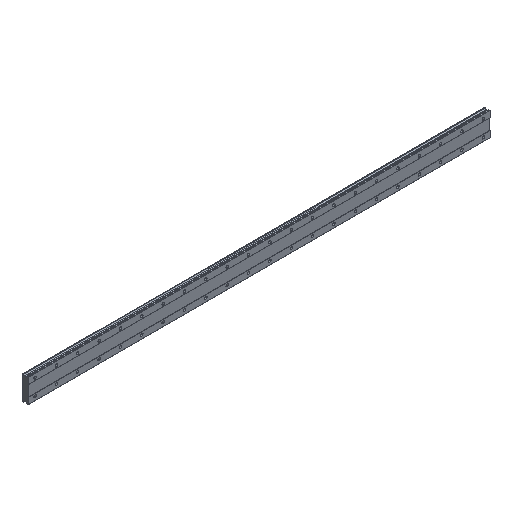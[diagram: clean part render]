
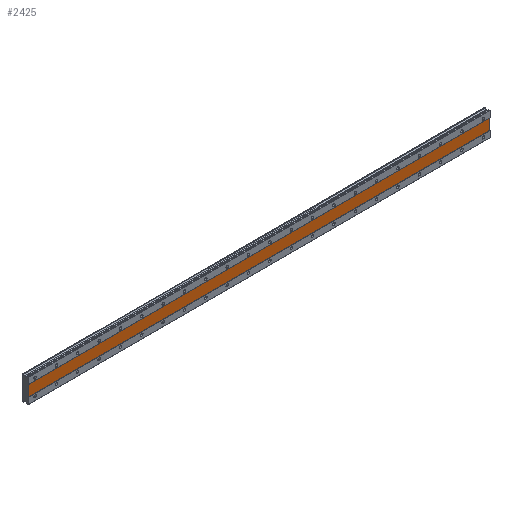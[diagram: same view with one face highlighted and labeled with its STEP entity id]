
A CAD part, isometric view. The second image highlights one B-rep face of the part: STEP entity #2425.
In plain terms, the highlighted planar face has unit normal (0, -1, 0).
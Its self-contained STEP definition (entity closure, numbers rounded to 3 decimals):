
#549 = DIRECTION ( 'NONE',  ( 0., 0., 1. ) ) ;
#726 = CARTESIAN_POINT ( 'NONE',  ( -25., 1., 20. ) ) ;
#1146 = CARTESIAN_POINT ( 'NONE',  ( 1705., 1., 20. ) ) ;
#1357 = AXIS2_PLACEMENT_3D ( 'NONE', #1146, #1748, #549 ) ;
#1369 = DIRECTION ( 'NONE',  ( 0., 0., 1. ) ) ;
#1396 = ORIENTED_EDGE ( 'NONE', *, *, #6790, .F. ) ;
#1470 = DIRECTION ( 'NONE',  ( 0., 0., -1. ) ) ;
#1521 = LINE ( 'NONE', #4588, #5772 ) ;
#1748 = DIRECTION ( 'NONE',  ( 0., 1., 0. ) ) ;
#2336 = EDGE_CURVE ( 'NONE', #7085, #6802, #5728, .T. ) ;
#2425 = ADVANCED_FACE ( 'NONE', ( #3578 ), #6032, .F. ) ;
#2455 = ORIENTED_EDGE ( 'NONE', *, *, #2336, .F. ) ;
#2674 = CARTESIAN_POINT ( 'NONE',  ( 1705., 1., 20. ) ) ;
#3229 = DIRECTION ( 'NONE',  ( 1., 0., 0. ) ) ;
#3578 = FACE_OUTER_BOUND ( 'NONE', #4587, .T. ) ;
#4009 = VERTEX_POINT ( 'NONE', #726 ) ;
#4370 = CARTESIAN_POINT ( 'NONE',  ( 1705., 1., 20. ) ) ;
#4537 = ORIENTED_EDGE ( 'NONE', *, *, #6567, .F. ) ;
#4587 = EDGE_LOOP ( 'NONE', ( #6264, #2455, #1396, #4537 ) ) ;
#4588 = CARTESIAN_POINT ( 'NONE',  ( -25., 1., 20. ) ) ;
#4721 = DIRECTION ( 'NONE',  ( -1., 0., 0. ) ) ;
#4725 = EDGE_CURVE ( 'NONE', #6802, #6952, #7307, .T. ) ;
#5471 = VECTOR ( 'NONE', #1470, 1000. ) ;
#5728 = LINE ( 'NONE', #2674, #5471 ) ;
#5772 = VECTOR ( 'NONE', #1369, 1000. ) ;
#6032 = PLANE ( 'NONE',  #1357 ) ;
#6264 = ORIENTED_EDGE ( 'NONE', *, *, #4725, .F. ) ;
#6452 = VECTOR ( 'NONE', #3229, 1000. ) ;
#6567 = EDGE_CURVE ( 'NONE', #6952, #4009, #1521, .T. ) ;
#6678 = CARTESIAN_POINT ( 'NONE',  ( -25., 1., -20. ) ) ;
#6790 = EDGE_CURVE ( 'NONE', #4009, #7085, #7468, .T. ) ;
#6802 = VERTEX_POINT ( 'NONE', #7731 ) ;
#6858 = CARTESIAN_POINT ( 'NONE',  ( 1705., 1., 20. ) ) ;
#6952 = VERTEX_POINT ( 'NONE', #6678 ) ;
#7085 = VERTEX_POINT ( 'NONE', #4370 ) ;
#7183 = CARTESIAN_POINT ( 'NONE',  ( 1705., 1., -20. ) ) ;
#7307 = LINE ( 'NONE', #7183, #7628 ) ;
#7468 = LINE ( 'NONE', #6858, #6452 ) ;
#7628 = VECTOR ( 'NONE', #4721, 1000. ) ;
#7731 = CARTESIAN_POINT ( 'NONE',  ( 1705., 1., -20. ) ) ;
